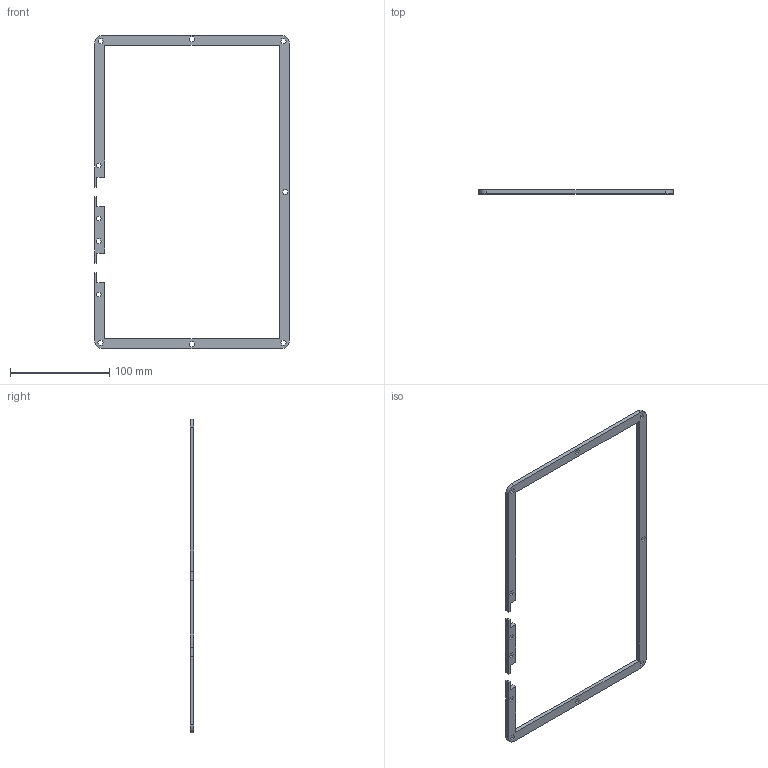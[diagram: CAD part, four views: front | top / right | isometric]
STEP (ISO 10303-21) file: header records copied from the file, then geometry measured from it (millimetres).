
FILE_DESCRIPTION(/* description */ (''),/* implementation_level */ '2;1');
FILE_NAME(/* name */ 'FloorSecond.stp',/* time_stamp */ '2023-11-03T21:12:03+08:00',/* author */ ('Administrator'),/* organization */ (''),/* preprocessor_version */ 'ST-DEVELOPER v19.2',/* originating_system */ 'Autodesk Inventor 2024',/* authorisation */ '');
FILE_SCHEMA (('AUTOMOTIVE_DESIGN { 1 0 10303 214 3 1 1 }'));
Length unit declared in the file: millimetre
Products named in the file (1): FloorSecond
Bounding box: 196 x 4 x 316 mm (x, y, z)
Volume: 36199.4 mm3; surface area: 26645.8 mm2
Topology: 2 solids, 2 shells, 98 faces, 282 edges, 188 vertices
Faces by surface type: plane 94, cylinder 4
Entity records: 3347 total; most frequent: CARTESIAN_POINT 569, ORIENTED_EDGE 564, DIRECTION 488, EDGE_CURVE 282, LINE 274, VECTOR 274, VERTEX_POINT 188, EDGE_LOOP 120
